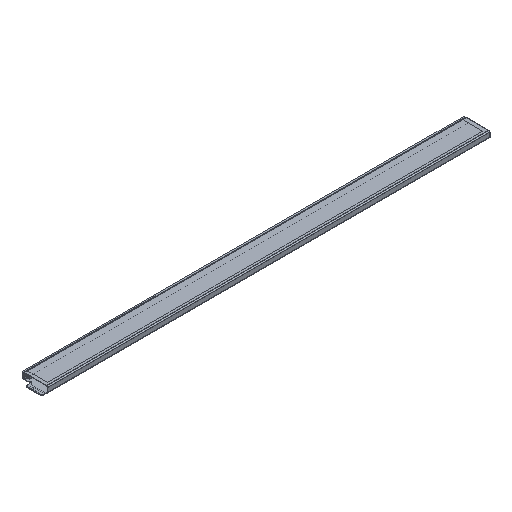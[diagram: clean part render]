
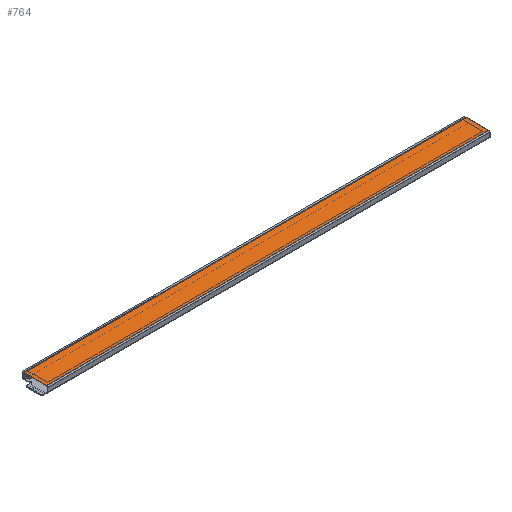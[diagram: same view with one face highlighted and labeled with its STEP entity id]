
A CAD part, isometric view. The second image highlights one B-rep face of the part: STEP entity #764.
In plain terms, the highlighted planar face has unit normal (0, 0, 1).
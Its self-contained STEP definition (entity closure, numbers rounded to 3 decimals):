
#33 = VERTEX_POINT ( 'NONE', #2243 ) ;
#51 = AXIS2_PLACEMENT_3D ( 'NONE', #1190, #2483, #2668 ) ;
#78 = VECTOR ( 'NONE', #199, 1000. ) ;
#86 = ORIENTED_EDGE ( 'NONE', *, *, #2438, .T. ) ;
#136 = LINE ( 'NONE', #2125, #1605 ) ;
#199 = DIRECTION ( 'NONE',  ( 0., 1., 0. ) ) ;
#203 = EDGE_CURVE ( 'NONE', #33, #2252, #1611, .T. ) ;
#215 = VECTOR ( 'NONE', #2519, 1000. ) ;
#393 = CARTESIAN_POINT ( 'NONE',  ( 246.8, 0., 0. ) ) ;
#404 = VERTEX_POINT ( 'NONE', #705 ) ;
#680 = CARTESIAN_POINT ( 'NONE',  ( -2., 0., 0. ) ) ;
#705 = CARTESIAN_POINT ( 'NONE',  ( -2., 13.4, 0. ) ) ;
#764 = ADVANCED_FACE ( 'NONE', ( #1355 ), #1207, .F. ) ;
#862 = EDGE_CURVE ( 'NONE', #2252, #1947, #2144, .T. ) ;
#976 = EDGE_CURVE ( 'NONE', #1947, #404, #136, .T. ) ;
#1007 = ORIENTED_EDGE ( 'NONE', *, *, #203, .T. ) ;
#1038 = ORIENTED_EDGE ( 'NONE', *, *, #976, .T. ) ;
#1133 = DIRECTION ( 'NONE',  ( 0., -1., 0. ) ) ;
#1190 = CARTESIAN_POINT ( 'NONE',  ( 0., 0., 0. ) ) ;
#1207 = PLANE ( 'NONE',  #51 ) ;
#1297 = DIRECTION ( 'NONE',  ( -1., 0., 0. ) ) ;
#1355 = FACE_OUTER_BOUND ( 'NONE', #2451, .T. ) ;
#1456 = CARTESIAN_POINT ( 'NONE',  ( -2., 0.7, 0. ) ) ;
#1511 = VECTOR ( 'NONE', #1133, 1000. ) ;
#1589 = CARTESIAN_POINT ( 'NONE',  ( 246.8, 0.7, 0. ) ) ;
#1590 = ORIENTED_EDGE ( 'NONE', *, *, #862, .T. ) ;
#1605 = VECTOR ( 'NONE', #1297, 1000. ) ;
#1611 = LINE ( 'NONE', #1456, #215 ) ;
#1947 = VERTEX_POINT ( 'NONE', #2533 ) ;
#2125 = CARTESIAN_POINT ( 'NONE',  ( -2., 13.4, 0. ) ) ;
#2144 = LINE ( 'NONE', #393, #78 ) ;
#2243 = CARTESIAN_POINT ( 'NONE',  ( -2., 0.7, 0. ) ) ;
#2252 = VERTEX_POINT ( 'NONE', #1589 ) ;
#2301 = LINE ( 'NONE', #680, #1511 ) ;
#2438 = EDGE_CURVE ( 'NONE', #404, #33, #2301, .T. ) ;
#2451 = EDGE_LOOP ( 'NONE', ( #1007, #1590, #1038, #86 ) ) ;
#2483 = DIRECTION ( 'NONE',  ( 0., 0., -1. ) ) ;
#2519 = DIRECTION ( 'NONE',  ( 1., 0., 0. ) ) ;
#2533 = CARTESIAN_POINT ( 'NONE',  ( 246.8, 13.4, 0. ) ) ;
#2668 = DIRECTION ( 'NONE',  ( -1., 0., 0. ) ) ;
